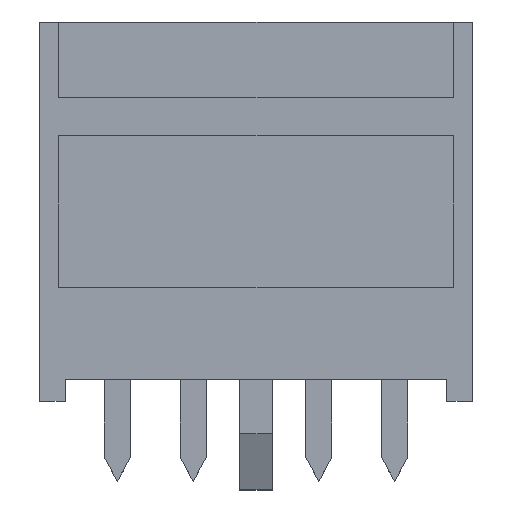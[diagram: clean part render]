
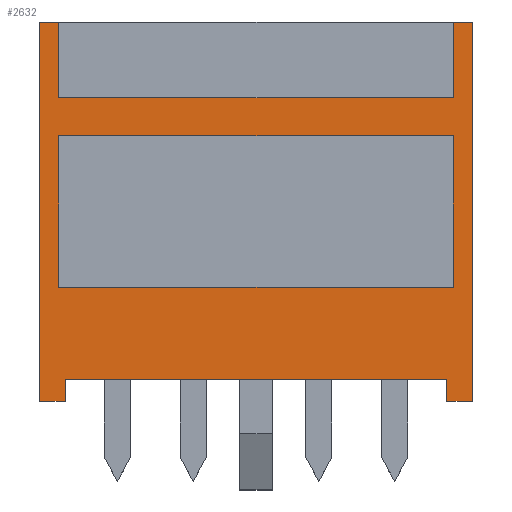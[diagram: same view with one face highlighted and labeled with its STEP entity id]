
A CAD part, top view. The second image highlights one B-rep face of the part: STEP entity #2632.
In plain terms, the highlighted planar face has unit normal (0, 0, 1).
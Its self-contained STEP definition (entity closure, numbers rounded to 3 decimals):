
#24 = AXIS2_PLACEMENT_3D ( 'NONE', #1569, #6465, #1038 ) ;
#55 = VECTOR ( 'NONE', #6523, 1000. ) ;
#63 = LINE ( 'NONE', #4252, #2931 ) ;
#68 = VECTOR ( 'NONE', #1473, 1000. ) ;
#83 = ORIENTED_EDGE ( 'NONE', *, *, #714, .T. ) ;
#111 = EDGE_CURVE ( 'NONE', #5905, #4848, #5328, .T. ) ;
#247 = CARTESIAN_POINT ( 'NONE',  ( -10., 8.75, 3. ) ) ;
#312 = EDGE_CURVE ( 'NONE', #5797, #5066, #63, .T. ) ;
#376 = EDGE_CURVE ( 'NONE', #2436, #2466, #3204, .T. ) ;
#498 = CARTESIAN_POINT ( 'NONE',  ( 9.1, 5.25, 3. ) ) ;
#520 = EDGE_CURVE ( 'NONE', #6812, #2436, #6939, .T. ) ;
#547 = DIRECTION ( 'NONE',  ( 0., 1., 0. ) ) ;
#622 = EDGE_CURVE ( 'NONE', #2466, #732, #2403, .T. ) ;
#690 = ORIENTED_EDGE ( 'NONE', *, *, #312, .F. ) ;
#714 = EDGE_CURVE ( 'NONE', #4848, #5582, #6236, .T. ) ;
#732 = VERTEX_POINT ( 'NONE', #1674 ) ;
#810 = DIRECTION ( 'NONE',  ( 0., 1., 0. ) ) ;
#908 = VERTEX_POINT ( 'NONE', #6002 ) ;
#913 = DIRECTION ( 'NONE',  ( 0., -1., 0. ) ) ;
#1038 = DIRECTION ( 'NONE',  ( 1., 0., 0. ) ) ;
#1191 = CARTESIAN_POINT ( 'NONE',  ( -10., 8.75, 3. ) ) ;
#1196 = EDGE_CURVE ( 'NONE', #5066, #3983, #1998, .T. ) ;
#1252 = CARTESIAN_POINT ( 'NONE',  ( -10., 8.75, 3. ) ) ;
#1262 = CARTESIAN_POINT ( 'NONE',  ( -8.8, -7.75, 3. ) ) ;
#1296 = ORIENTED_EDGE ( 'NONE', *, *, #6746, .T. ) ;
#1386 = CARTESIAN_POINT ( 'NONE',  ( 10., -8.75, 3. ) ) ;
#1398 = ORIENTED_EDGE ( 'NONE', *, *, #520, .T. ) ;
#1473 = DIRECTION ( 'NONE',  ( 0., 1., 0. ) ) ;
#1517 = ORIENTED_EDGE ( 'NONE', *, *, #4244, .T. ) ;
#1569 = CARTESIAN_POINT ( 'NONE',  ( 0., 0., 3. ) ) ;
#1651 = CARTESIAN_POINT ( 'NONE',  ( -10., -8.75, 3. ) ) ;
#1661 = EDGE_LOOP ( 'NONE', ( #2029, #5659, #4881, #1517, #1398, #6916, #3128, #6422, #6976, #690, #3536, #1296 ) ) ;
#1674 = CARTESIAN_POINT ( 'NONE',  ( -8.8, -8.75, 3. ) ) ;
#1702 = CARTESIAN_POINT ( 'NONE',  ( -9.1, 0., 3. ) ) ;
#1741 = DIRECTION ( 'NONE',  ( 1., 0., 0. ) ) ;
#1787 = VERTEX_POINT ( 'NONE', #4257 ) ;
#1794 = DIRECTION ( 'NONE',  ( 1., 0., 0. ) ) ;
#1858 = VECTOR ( 'NONE', #5013, 1000. ) ;
#1862 = VERTEX_POINT ( 'NONE', #498 ) ;
#1998 = LINE ( 'NONE', #2613, #4721 ) ;
#2029 = ORIENTED_EDGE ( 'NONE', *, *, #2821, .T. ) ;
#2064 = DIRECTION ( 'NONE',  ( -1., 0., 0. ) ) ;
#2170 = LINE ( 'NONE', #2678, #4884 ) ;
#2172 = PLANE ( 'NONE',  #24 ) ;
#2240 = CARTESIAN_POINT ( 'NONE',  ( -8.8, 0., 3. ) ) ;
#2245 = VECTOR ( 'NONE', #1741, 1000. ) ;
#2259 = LINE ( 'NONE', #2801, #6450 ) ;
#2281 = CARTESIAN_POINT ( 'NONE',  ( -10., -8.75, 3. ) ) ;
#2403 = LINE ( 'NONE', #2281, #2245 ) ;
#2436 = VERTEX_POINT ( 'NONE', #247 ) ;
#2466 = VERTEX_POINT ( 'NONE', #1651 ) ;
#2612 = CARTESIAN_POINT ( 'NONE',  ( 0., -3.5, 3. ) ) ;
#2613 = CARTESIAN_POINT ( 'NONE',  ( 0., -7.75, 3. ) ) ;
#2632 = ADVANCED_FACE ( 'NONE', ( #2704, #3980 ), #2172, .T. ) ;
#2657 = VECTOR ( 'NONE', #3359, 1000. ) ;
#2678 = CARTESIAN_POINT ( 'NONE',  ( -9.1, 0., 3. ) ) ;
#2704 = FACE_OUTER_BOUND ( 'NONE', #1661, .T. ) ;
#2703 = CARTESIAN_POINT ( 'NONE',  ( -10., -8.75, 3. ) ) ;
#2755 = VECTOR ( 'NONE', #4002, 1000. ) ;
#2801 = CARTESIAN_POINT ( 'NONE',  ( 9.1, 0., 3. ) ) ;
#2811 = ORIENTED_EDGE ( 'NONE', *, *, #6190, .T. ) ;
#2818 = LINE ( 'NONE', #2240, #2657 ) ;
#2821 = EDGE_CURVE ( 'NONE', #5458, #908, #4752, .T. ) ;
#2931 = VECTOR ( 'NONE', #810, 1000. ) ;
#3070 = CARTESIAN_POINT ( 'NONE',  ( 0., 5.25, 3. ) ) ;
#3128 = ORIENTED_EDGE ( 'NONE', *, *, #622, .T. ) ;
#3204 = LINE ( 'NONE', #6253, #4471 ) ;
#3262 = CARTESIAN_POINT ( 'NONE',  ( 9.1, 3.5, 3. ) ) ;
#3299 = DIRECTION ( 'NONE',  ( 0., -1., 0. ) ) ;
#3331 = VERTEX_POINT ( 'NONE', #1386 ) ;
#3334 = CARTESIAN_POINT ( 'NONE',  ( -9.1, 3.5, 3. ) ) ;
#3351 = DIRECTION ( 'NONE',  ( 0., -1., 0. ) ) ;
#3354 = VECTOR ( 'NONE', #4967, 1000. ) ;
#3359 = DIRECTION ( 'NONE',  ( 0., -1., 0. ) ) ;
#3394 = ORIENTED_EDGE ( 'NONE', *, *, #111, .T. ) ;
#3536 = ORIENTED_EDGE ( 'NONE', *, *, #6878, .T. ) ;
#3712 = CARTESIAN_POINT ( 'NONE',  ( 9.1, -3.5, 3. ) ) ;
#3795 = EDGE_CURVE ( 'NONE', #908, #1862, #2259, .T. ) ;
#3959 = CARTESIAN_POINT ( 'NONE',  ( 0., 3.5, 3. ) ) ;
#3980 = FACE_BOUND ( 'NONE', #5156, .T. ) ;
#3983 = VERTEX_POINT ( 'NONE', #1262 ) ;
#4002 = DIRECTION ( 'NONE',  ( -1., 0., 0. ) ) ;
#4206 = LINE ( 'NONE', #2703, #55 ) ;
#4244 = EDGE_CURVE ( 'NONE', #1787, #6812, #2170, .T. ) ;
#4252 = CARTESIAN_POINT ( 'NONE',  ( 8.8, 0., 3. ) ) ;
#4257 = CARTESIAN_POINT ( 'NONE',  ( -9.1, 5.25, 3. ) ) ;
#4387 = CARTESIAN_POINT ( 'NONE',  ( 9.1, 0., 3. ) ) ;
#4397 = LINE ( 'NONE', #4387, #5653 ) ;
#4449 = CARTESIAN_POINT ( 'NONE',  ( 8.8, -7.75, 3. ) ) ;
#4471 = VECTOR ( 'NONE', #913, 1000. ) ;
#4530 = VECTOR ( 'NONE', #5799, 1000. ) ;
#4721 = VECTOR ( 'NONE', #6129, 1000. ) ;
#4737 = EDGE_CURVE ( 'NONE', #1862, #1787, #5981, .T. ) ;
#4752 = LINE ( 'NONE', #1191, #1858 ) ;
#4814 = VECTOR ( 'NONE', #2064, 1000. ) ;
#4848 = VERTEX_POINT ( 'NONE', #6507 ) ;
#4881 = ORIENTED_EDGE ( 'NONE', *, *, #4737, .T. ) ;
#4884 = VECTOR ( 'NONE', #547, 1000. ) ;
#4915 = CARTESIAN_POINT ( 'NONE',  ( 10., 8.75, 3. ) ) ;
#4967 = DIRECTION ( 'NONE',  ( 0., 1., 0. ) ) ;
#5013 = DIRECTION ( 'NONE',  ( -1., 0., 0. ) ) ;
#5057 = EDGE_CURVE ( 'NONE', #3983, #732, #2818, .T. ) ;
#5066 = VERTEX_POINT ( 'NONE', #4449 ) ;
#5156 = EDGE_LOOP ( 'NONE', ( #7054, #2811, #3394, #83 ) ) ;
#5265 = CARTESIAN_POINT ( 'NONE',  ( 10., 8.75, 3. ) ) ;
#5328 = LINE ( 'NONE', #2612, #4814 ) ;
#5458 = VERTEX_POINT ( 'NONE', #4915 ) ;
#5502 = LINE ( 'NONE', #5265, #68 ) ;
#5582 = VERTEX_POINT ( 'NONE', #3334 ) ;
#5653 = VECTOR ( 'NONE', #3299, 1000. ) ;
#5659 = ORIENTED_EDGE ( 'NONE', *, *, #3795, .T. ) ;
#5704 = CARTESIAN_POINT ( 'NONE',  ( 8.8, -8.75, 3. ) ) ;
#5797 = VERTEX_POINT ( 'NONE', #5704 ) ;
#5799 = DIRECTION ( 'NONE',  ( -1., 0., 0. ) ) ;
#5905 = VERTEX_POINT ( 'NONE', #3712 ) ;
#5981 = LINE ( 'NONE', #3070, #4530 ) ;
#6002 = CARTESIAN_POINT ( 'NONE',  ( 9.1, 8.75, 3. ) ) ;
#6129 = DIRECTION ( 'NONE',  ( -1., 0., 0. ) ) ;
#6190 = EDGE_CURVE ( 'NONE', #6901, #5905, #4397, .T. ) ;
#6236 = LINE ( 'NONE', #1702, #3354 ) ;
#6253 = CARTESIAN_POINT ( 'NONE',  ( -10., 8.75, 3. ) ) ;
#6328 = EDGE_CURVE ( 'NONE', #5582, #6901, #6696, .T. ) ;
#6398 = CARTESIAN_POINT ( 'NONE',  ( -9.1, 8.75, 3. ) ) ;
#6422 = ORIENTED_EDGE ( 'NONE', *, *, #5057, .F. ) ;
#6450 = VECTOR ( 'NONE', #3351, 1000. ) ;
#6465 = DIRECTION ( 'NONE',  ( 0., 0., 1. ) ) ;
#6507 = CARTESIAN_POINT ( 'NONE',  ( -9.1, -3.5, 3. ) ) ;
#6523 = DIRECTION ( 'NONE',  ( 1., 0., 0. ) ) ;
#6538 = VECTOR ( 'NONE', #1794, 1000. ) ;
#6696 = LINE ( 'NONE', #3959, #6538 ) ;
#6746 = EDGE_CURVE ( 'NONE', #3331, #5458, #5502, .T. ) ;
#6812 = VERTEX_POINT ( 'NONE', #6398 ) ;
#6878 = EDGE_CURVE ( 'NONE', #5797, #3331, #4206, .T. ) ;
#6901 = VERTEX_POINT ( 'NONE', #3262 ) ;
#6916 = ORIENTED_EDGE ( 'NONE', *, *, #376, .T. ) ;
#6939 = LINE ( 'NONE', #1252, #2755 ) ;
#6976 = ORIENTED_EDGE ( 'NONE', *, *, #1196, .F. ) ;
#7054 = ORIENTED_EDGE ( 'NONE', *, *, #6328, .T. ) ;
